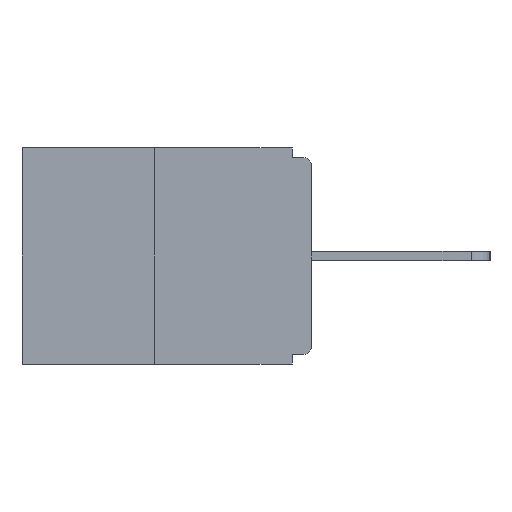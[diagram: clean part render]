
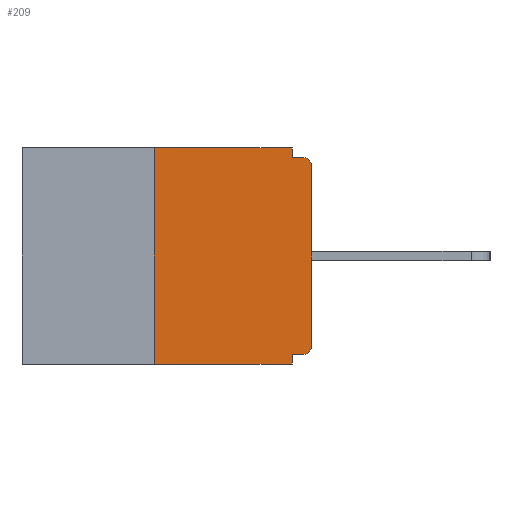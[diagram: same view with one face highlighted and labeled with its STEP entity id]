
A CAD part, left-side view. The second image highlights one B-rep face of the part: STEP entity #209.
In plain terms, the highlighted planar face has unit normal (-1, 0, 0).
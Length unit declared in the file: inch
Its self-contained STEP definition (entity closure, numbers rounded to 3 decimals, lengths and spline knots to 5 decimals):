
#105 = VERTEX_POINT ( 'NONE', #2772 ) ;
#209 = ADVANCED_FACE ( 'NONE', ( #15258 ), #7203, .F. ) ;
#273 = LINE ( 'NONE', #479, #16204 ) ;
#414 = DIRECTION ( 'NONE',  ( 0., 0., -1. ) ) ;
#479 = CARTESIAN_POINT ( 'NONE',  ( 0., 0.031, 0. ) ) ;
#505 = CARTESIAN_POINT ( 'NONE',  ( 0., 0.031, -0.015 ) ) ;
#540 = VECTOR ( 'NONE', #10393, 39.37008 ) ;
#1234 = CIRCLE ( 'NONE', #17312, 0.015 ) ;
#1510 = VERTEX_POINT ( 'NONE', #8884 ) ;
#1684 = LINE ( 'NONE', #11854, #540 ) ;
#1999 = EDGE_CURVE ( 'NONE', #15204, #6868, #9406, .T. ) ;
#2311 = VERTEX_POINT ( 'NONE', #13435 ) ;
#2745 = DIRECTION ( 'NONE',  ( 0., 1., 0. ) ) ;
#2772 = CARTESIAN_POINT ( 'NONE',  ( 0., 0., -0.03 ) ) ;
#2853 = CARTESIAN_POINT ( 'NONE',  ( 0., 0.031, -0.343 ) ) ;
#2955 = CARTESIAN_POINT ( 'NONE',  ( 0., 0.015, -0.313 ) ) ;
#3782 = EDGE_CURVE ( 'NONE', #6868, #2311, #12294, .T. ) ;
#3863 = DIRECTION ( 'NONE',  ( 0., 0., 1. ) ) ;
#3959 = CARTESIAN_POINT ( 'NONE',  ( 0., 0.25, 0. ) ) ;
#4408 = CARTESIAN_POINT ( 'NONE',  ( 0., 0., -0.328 ) ) ;
#4864 = DIRECTION ( 'NONE',  ( -1., 0., 0. ) ) ;
#5135 = EDGE_CURVE ( 'NONE', #105, #21607, #1234, .T. ) ;
#5289 = EDGE_CURVE ( 'NONE', #11923, #6860, #13145, .T. ) ;
#5521 = VECTOR ( 'NONE', #21220, 39.37008 ) ;
#5580 = CARTESIAN_POINT ( 'NONE',  ( 0., 0.015, -0.03 ) ) ;
#5633 = EDGE_CURVE ( 'NONE', #1510, #11923, #16154, .T. ) ;
#5808 = ORIENTED_EDGE ( 'NONE', *, *, #20149, .F. ) ;
#5901 = EDGE_CURVE ( 'NONE', #1510, #19260, #10889, .T. ) ;
#6041 = LINE ( 'NONE', #14196, #6655 ) ;
#6047 = CARTESIAN_POINT ( 'NONE',  ( 0., 0.015, -0.015 ) ) ;
#6343 = CARTESIAN_POINT ( 'NONE',  ( 0., 0., -0.015 ) ) ;
#6570 = DIRECTION ( 'NONE',  ( 0., -1., 0. ) ) ;
#6655 = VECTOR ( 'NONE', #12649, 39.37008 ) ;
#6771 = CARTESIAN_POINT ( 'NONE',  ( 0., 0.46, 0. ) ) ;
#6860 = VERTEX_POINT ( 'NONE', #2853 ) ;
#6864 = ORIENTED_EDGE ( 'NONE', *, *, #5135, .T. ) ;
#6868 = VERTEX_POINT ( 'NONE', #7864 ) ;
#6958 = VECTOR ( 'NONE', #2745, 39.37008 ) ;
#7124 = DIRECTION ( 'NONE',  ( 0., 0., -1. ) ) ;
#7203 = PLANE ( 'NONE',  #19221 ) ;
#7864 = CARTESIAN_POINT ( 'NONE',  ( 0., 0.25, 0. ) ) ;
#7874 = VECTOR ( 'NONE', #9013, 39.37008 ) ;
#8542 = ORIENTED_EDGE ( 'NONE', *, *, #15692, .T. ) ;
#8884 = CARTESIAN_POINT ( 'NONE',  ( 0., 0.015, -0.328 ) ) ;
#9013 = DIRECTION ( 'NONE',  ( 0., -1., 0. ) ) ;
#9406 = LINE ( 'NONE', #3959, #11038 ) ;
#10393 = DIRECTION ( 'NONE',  ( 0., 0., 1. ) ) ;
#10598 = DIRECTION ( 'NONE',  ( -1., 0., 0. ) ) ;
#10889 = CIRCLE ( 'NONE', #16257, 0.015 ) ;
#10905 = EDGE_CURVE ( 'NONE', #19260, #105, #1684, .T. ) ;
#11038 = VECTOR ( 'NONE', #3863, 39.37008 ) ;
#11177 = ORIENTED_EDGE ( 'NONE', *, *, #10905, .T. ) ;
#11819 = DIRECTION ( 'NONE',  ( 1., 0., 0. ) ) ;
#11854 = CARTESIAN_POINT ( 'NONE',  ( 0., 0., 0. ) ) ;
#11923 = VERTEX_POINT ( 'NONE', #17449 ) ;
#12294 = LINE ( 'NONE', #14165, #7874 ) ;
#12313 = VERTEX_POINT ( 'NONE', #505 ) ;
#12649 = DIRECTION ( 'NONE',  ( 0., -1., 0. ) ) ;
#13145 = LINE ( 'NONE', #16186, #5521 ) ;
#13421 = VECTOR ( 'NONE', #6570, 39.37008 ) ;
#13435 = CARTESIAN_POINT ( 'NONE',  ( 0., 0.031, 0. ) ) ;
#13683 = EDGE_LOOP ( 'NONE', ( #16481, #15219, #8542, #20735, #13714, #13803, #11177, #6864, #15500, #5808 ) ) ;
#13714 = ORIENTED_EDGE ( 'NONE', *, *, #5633, .F. ) ;
#13803 = ORIENTED_EDGE ( 'NONE', *, *, #5901, .T. ) ;
#14165 = CARTESIAN_POINT ( 'NONE',  ( 0., 0.46, 0. ) ) ;
#14196 = CARTESIAN_POINT ( 'NONE',  ( 0., 0.46, -0.343 ) ) ;
#14816 = EDGE_CURVE ( 'NONE', #12313, #21607, #15053, .T. ) ;
#15007 = DIRECTION ( 'NONE',  ( 0., 0., -1. ) ) ;
#15053 = LINE ( 'NONE', #6343, #13421 ) ;
#15204 = VERTEX_POINT ( 'NONE', #16497 ) ;
#15219 = ORIENTED_EDGE ( 'NONE', *, *, #1999, .F. ) ;
#15258 = FACE_OUTER_BOUND ( 'NONE', #13683, .T. ) ;
#15500 = ORIENTED_EDGE ( 'NONE', *, *, #14816, .F. ) ;
#15692 = EDGE_CURVE ( 'NONE', #15204, #6860, #6041, .T. ) ;
#16154 = LINE ( 'NONE', #4408, #6958 ) ;
#16186 = CARTESIAN_POINT ( 'NONE',  ( 0., 0.031, -0.343 ) ) ;
#16204 = VECTOR ( 'NONE', #17572, 39.37008 ) ;
#16257 = AXIS2_PLACEMENT_3D ( 'NONE', #2955, #4864, #15007 ) ;
#16481 = ORIENTED_EDGE ( 'NONE', *, *, #3782, .F. ) ;
#16497 = CARTESIAN_POINT ( 'NONE',  ( 0., 0.25, -0.343 ) ) ;
#17312 = AXIS2_PLACEMENT_3D ( 'NONE', #5580, #10598, #7124 ) ;
#17449 = CARTESIAN_POINT ( 'NONE',  ( 0., 0.031, -0.328 ) ) ;
#17572 = DIRECTION ( 'NONE',  ( 0., 0., -1. ) ) ;
#19221 = AXIS2_PLACEMENT_3D ( 'NONE', #6771, #11819, #414 ) ;
#19260 = VERTEX_POINT ( 'NONE', #20819 ) ;
#20149 = EDGE_CURVE ( 'NONE', #2311, #12313, #273, .T. ) ;
#20735 = ORIENTED_EDGE ( 'NONE', *, *, #5289, .F. ) ;
#20819 = CARTESIAN_POINT ( 'NONE',  ( 0., 0., -0.313 ) ) ;
#21220 = DIRECTION ( 'NONE',  ( 0., 0., -1. ) ) ;
#21607 = VERTEX_POINT ( 'NONE', #6047 ) ;
